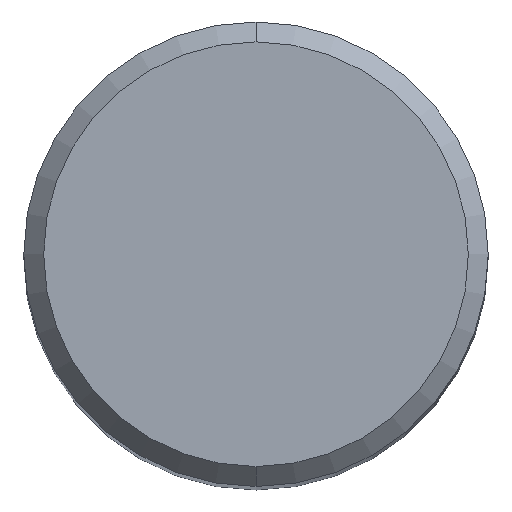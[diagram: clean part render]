
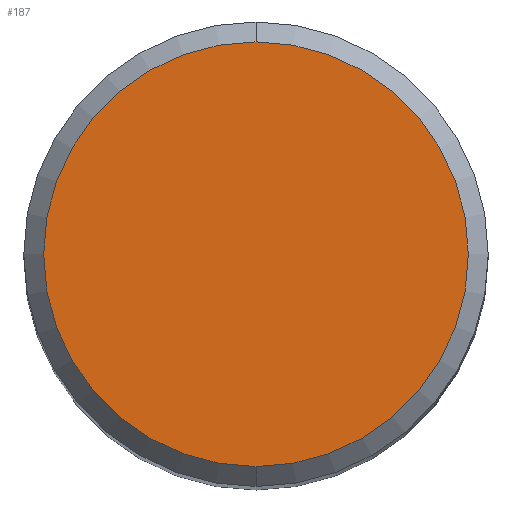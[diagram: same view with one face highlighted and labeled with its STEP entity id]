
A CAD part, top view. The second image highlights one B-rep face of the part: STEP entity #187.
In plain terms, the highlighted planar face has unit normal (0, 0, 1).
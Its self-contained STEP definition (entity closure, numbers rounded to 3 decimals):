
#187=ADVANCED_FACE('',(#497),#498,.T.);
#343=VERTEX_POINT('',#669);
#365=EDGE_CURVE('',#423,#343,#691,.T.);
#423=VERTEX_POINT('',#758);
#441=EDGE_CURVE('',#343,#423,#776,.T.);
#497=FACE_OUTER_BOUND('',#828,.T.);
#498=PLANE('',#829);
#669=CARTESIAN_POINT('',(0.0,6.4,0.0));
#691=CIRCLE('',#1262,6.4);
#758=CARTESIAN_POINT('',(0.,-6.4,0.0));
#776=CIRCLE('',#1451,6.4);
#828=EDGE_LOOP('',(#1542,#1543));
#829=AXIS2_PLACEMENT_3D('',#1544,#1545,#1546);
#1262=AXIS2_PLACEMENT_3D('',#1738,#1739,#1740);
#1451=AXIS2_PLACEMENT_3D('',#1845,#1846,#1847);
#1542=ORIENTED_EDGE('',*,*,#441,.F.);
#1543=ORIENTED_EDGE('',*,*,#365,.F.);
#1544=CARTESIAN_POINT('',(0.0,3.2,0.0));
#1545=DIRECTION('',(-0.0,0.0,1.0));
#1546=DIRECTION('',(0.0,-1.0,0.0));
#1738=CARTESIAN_POINT('',(0.0,0.0,0.0));
#1739=DIRECTION('',(0.0,0.0,-1.0));
#1740=DIRECTION('',(0.0,1.0,0.0));
#1845=CARTESIAN_POINT('',(0.0,0.0,0.0));
#1846=DIRECTION('',(0.0,0.0,-1.0));
#1847=DIRECTION('',(0.0,1.0,0.0));
